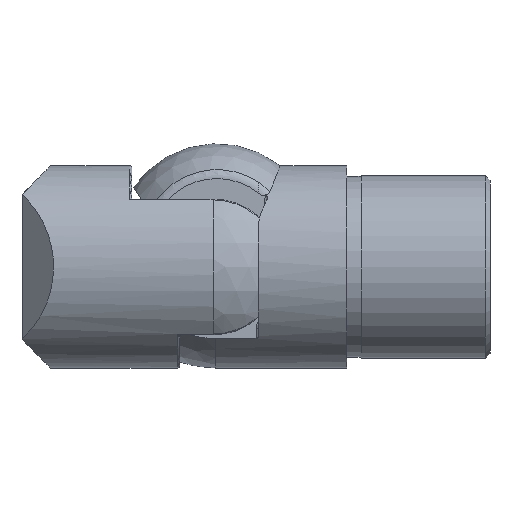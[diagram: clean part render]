
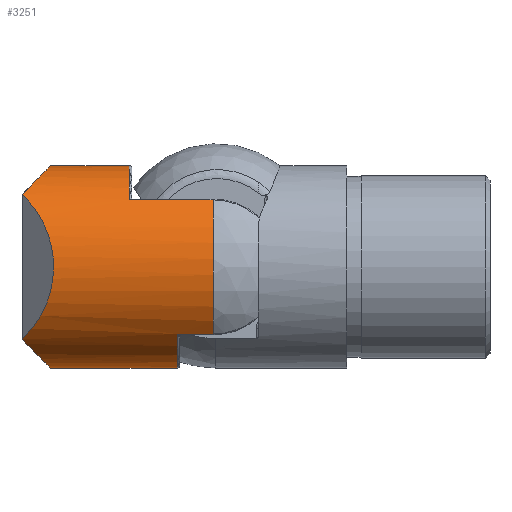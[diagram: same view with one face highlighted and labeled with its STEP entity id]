
A CAD part, left-side view. The second image highlights one B-rep face of the part: STEP entity #3251.
In plain terms, the highlighted cylindrical face has radius 21.2 mm (diameter 42.4 mm), a full revolution.
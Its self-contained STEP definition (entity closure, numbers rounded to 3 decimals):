
#706 = CARTESIAN_POINT ( 'NONE',  ( -15.874, 14.981, 14.051 ) ) ;
#890 = CARTESIAN_POINT ( 'NONE',  ( -23.882, 45.618, -6.349 ) ) ;
#894 = CARTESIAN_POINT ( 'NONE',  ( 14.778, 54.981, -15.2 ) ) ;
#1164 = EDGE_CURVE ( 'NONE', #24512, #4644, #7776, .T. ) ;
#1172 = AXIS2_PLACEMENT_3D ( 'NONE', #3509, #7484, #15793 ) ;
#1929 = CARTESIAN_POINT ( 'NONE',  ( -15.874, 32.481, 14.051 ) ) ;
#2103 = ORIENTED_EDGE ( 'NONE', *, *, #2730, .F. ) ;
#2161 = VERTEX_POINT ( 'NONE', #15790 ) ;
#2191 = CARTESIAN_POINT ( 'NONE',  ( -14.778, 54.981, 15.2 ) ) ;
#2367 = CARTESIAN_POINT ( 'NONE',  ( 6.072, 46.516, 23.665 ) ) ;
#2588 = DIRECTION ( 'NONE',  ( 0., 1., 0. ) ) ;
#2730 = EDGE_CURVE ( 'NONE', #9920, #13916, #13640, .T. ) ;
#3251 = ADVANCED_FACE ( 'NONE', ( #4459, #19003 ), #17025, .T. ) ;
#3509 = CARTESIAN_POINT ( 'NONE',  ( 0., -6.219, 0. ) ) ;
#3858 = ORIENTED_EDGE ( 'NONE', *, *, #27223, .T. ) ;
#4459 = FACE_OUTER_BOUND ( 'NONE', #20276, .T. ) ;
#4644 = VERTEX_POINT ( 'NONE', #25390 ) ;
#4760 = VECTOR ( 'NONE', #12513, 1000. ) ;
#4886 = CARTESIAN_POINT ( 'NONE',  ( -15.874, -6.219, 14.051 ) ) ;
#4968 = CARTESIAN_POINT ( 'NONE',  ( 15.874, 14.981, 14.051 ) ) ;
#5213 = AXIS2_PLACEMENT_3D ( 'NONE', #17463, #21584, #17728 ) ;
#5263 = ORIENTED_EDGE ( 'NONE', *, *, #10860, .F. ) ;
#5906 = CIRCLE ( 'NONE', #13705, 21.2 ) ;
#6077 = ORIENTED_EDGE ( 'NONE', *, *, #11873, .T. ) ;
#6232 = CIRCLE ( 'NONE', #5213, 21.2 ) ;
#6594 = CARTESIAN_POINT ( 'NONE',  ( -6.072, 46.516, 23.665 ) ) ;
#7015 = VERTEX_POINT ( 'NONE', #14778 ) ;
#7026 = CARTESIAN_POINT ( 'NONE',  ( 14.778, 54.981, 15.2 ) ) ;
#7120 = CARTESIAN_POINT ( 'NONE',  ( 14.778, 54.981, -15.2 ) ) ;
#7151 = DIRECTION ( 'NONE',  ( 1., 0., 0. ) ) ;
#7329 = CARTESIAN_POINT ( 'NONE',  ( -23.882, 45.618, 6.349 ) ) ;
#7484 = DIRECTION ( 'NONE',  ( 0., -1., 0. ) ) ;
#7776 = LINE ( 'NONE', #23890, #20634 ) ;
#8586 = ORIENTED_EDGE ( 'NONE', *, *, #22036, .T. ) ;
#8727 = LINE ( 'NONE', #10050, #4760 ) ;
#9122 = DIRECTION ( 'NONE',  ( 0., 1., 0. ) ) ;
#9179 = CIRCLE ( 'NONE', #14230, 21.2 ) ;
#9331 = DIRECTION ( 'NONE',  ( 0., 0., 1. ) ) ;
#9662 = ORIENTED_EDGE ( 'NONE', *, *, #23041, .F. ) ;
#9920 = VERTEX_POINT ( 'NONE', #26509 ) ;
#10050 = CARTESIAN_POINT ( 'NONE',  ( 15.874, -6.219, 14.051 ) ) ;
#10726 = ORIENTED_EDGE ( 'NONE', *, *, #21678, .F. ) ;
#10860 = EDGE_CURVE ( 'NONE', #2161, #14772, #27029, .T. ) ;
#11191 = VECTOR ( 'NONE', #2588, 1000. ) ;
#11873 = EDGE_CURVE ( 'NONE', #26157, #18672, #22706, .T. ) ;
#12513 = DIRECTION ( 'NONE',  ( 0., -1., 0. ) ) ;
#12670 = EDGE_CURVE ( 'NONE', #18672, #7015, #9179, .T. ) ;
#12765 = VECTOR ( 'NONE', #18034, 1000. ) ;
#13515 = CARTESIAN_POINT ( 'NONE',  ( -14.778, 54.981, -15.2 ) ) ;
#13563 = ORIENTED_EDGE ( 'NONE', *, *, #1164, .T. ) ;
#13640 =( BOUNDED_CURVE ( )  B_SPLINE_CURVE ( 3, ( #13515, #890, #7329, #22073 ),
 .UNSPECIFIED., .F., .T. ) 
 B_SPLINE_CURVE_WITH_KNOTS ( ( 4, 4 ),
 ( 5.484, 7.083 ),
 .UNSPECIFIED. ) 
 CURVE ( )  GEOMETRIC_REPRESENTATION_ITEM ( )  RATIONAL_B_SPLINE_CURVE ( ( 1., 0.798, 0.798, 1. ) ) 
 REPRESENTATION_ITEM ( '' )  );
#13705 = AXIS2_PLACEMENT_3D ( 'NONE', #26081, #17562, #9331 ) ;
#13706 = CARTESIAN_POINT ( 'NONE',  ( -14.778, 54.981, -15.2 ) ) ;
#13916 = VERTEX_POINT ( 'NONE', #26280 ) ;
#14230 = AXIS2_PLACEMENT_3D ( 'NONE', #15494, #9122, #23842 ) ;
#14772 = VERTEX_POINT ( 'NONE', #4968 ) ;
#14778 = CARTESIAN_POINT ( 'NONE',  ( 15.874, 32.481, 14.051 ) ) ;
#15202 = ORIENTED_EDGE ( 'NONE', *, *, #24943, .T. ) ;
#15459 = CARTESIAN_POINT ( 'NONE',  ( 0., 14.981, 0. ) ) ;
#15494 = CARTESIAN_POINT ( 'NONE',  ( 0., 32.481, 0. ) ) ;
#15522 = CARTESIAN_POINT ( 'NONE',  ( 23.882, 45.618, -6.349 ) ) ;
#15790 = CARTESIAN_POINT ( 'NONE',  ( 15.874, 14.981, -14.051 ) ) ;
#15793 = DIRECTION ( 'NONE',  ( 1., 0., 0. ) ) ;
#15829 = CARTESIAN_POINT ( 'NONE',  ( -6.072, 46.516, -23.665 ) ) ;
#16641 = VERTEX_POINT ( 'NONE', #24253 ) ;
#17025 = CYLINDRICAL_SURFACE ( 'NONE', #1172, 21.2 ) ;
#17183 =( BOUNDED_CURVE ( )  B_SPLINE_CURVE ( 3, ( #7026, #21769, #15522, #7120 ),
 .UNSPECIFIED., .F., .F. ) 
 B_SPLINE_CURVE_WITH_KNOTS ( ( 4, 4 ),
 ( 5.484, 7.083 ),
 .UNSPECIFIED. ) 
 CURVE ( )  GEOMETRIC_REPRESENTATION_ITEM ( )  RATIONAL_B_SPLINE_CURVE ( ( 1., 0.798, 0.798, 1. ) ) 
 REPRESENTATION_ITEM ( '' )  );
#17463 = CARTESIAN_POINT ( 'NONE',  ( 0., 14.981, 0. ) ) ;
#17562 = DIRECTION ( 'NONE',  ( 0., 1., 0. ) ) ;
#17728 = DIRECTION ( 'NONE',  ( 1., 0., 0. ) ) ;
#18022 = VERTEX_POINT ( 'NONE', #24962 ) ;
#18034 = DIRECTION ( 'NONE',  ( 0., 1., 0. ) ) ;
#18672 = VERTEX_POINT ( 'NONE', #1929 ) ;
#19003 = FACE_OUTER_BOUND ( 'NONE', #19136, .T. ) ;
#19136 = EDGE_LOOP ( 'NONE', ( #2103, #10726, #21298, #23818 ) ) ;
#19336 = CARTESIAN_POINT ( 'NONE',  ( 14.778, 54.981, 15.2 ) ) ;
#19371 = LINE ( 'NONE', #24159, #12765 ) ;
#19626 = EDGE_CURVE ( 'NONE', #16641, #18022, #17183, .T. ) ;
#20276 = EDGE_LOOP ( 'NONE', ( #5263, #15202, #8586, #13563, #9662, #6077, #23793, #3858 ) ) ;
#20355 = CARTESIAN_POINT ( 'NONE',  ( -15.874, 22.481, -14.051 ) ) ;
#20634 = VECTOR ( 'NONE', #23982, 1000. ) ;
#21298 = ORIENTED_EDGE ( 'NONE', *, *, #19626, .F. ) ;
#21584 = DIRECTION ( 'NONE',  ( 0., -1., 0. ) ) ;
#21678 = EDGE_CURVE ( 'NONE', #18022, #9920, #24646, .T. ) ;
#21769 = CARTESIAN_POINT ( 'NONE',  ( 23.882, 45.618, 6.349 ) ) ;
#21891 = DIRECTION ( 'NONE',  ( 0., -1., 0. ) ) ;
#22036 = EDGE_CURVE ( 'NONE', #24607, #24512, #5906, .T. ) ;
#22073 = CARTESIAN_POINT ( 'NONE',  ( -14.778, 54.981, 15.2 ) ) ;
#22454 =( BOUNDED_CURVE ( )  B_SPLINE_CURVE ( 3, ( #2191, #6594, #2367, #19336 ),
 .UNSPECIFIED., .F., .F. ) 
 B_SPLINE_CURVE_WITH_KNOTS ( ( 4, 4 ),
 ( 5.512, 7.055 ),
 .UNSPECIFIED. ) 
 CURVE ( )  GEOMETRIC_REPRESENTATION_ITEM ( )  RATIONAL_B_SPLINE_CURVE ( ( 1., 0.811, 0.811, 1. ) ) 
 REPRESENTATION_ITEM ( '' )  );
#22706 = LINE ( 'NONE', #4886, #11191 ) ;
#23041 = EDGE_CURVE ( 'NONE', #26157, #4644, #6232, .T. ) ;
#23793 = ORIENTED_EDGE ( 'NONE', *, *, #12670, .T. ) ;
#23818 = ORIENTED_EDGE ( 'NONE', *, *, #25970, .F. ) ;
#23842 = DIRECTION ( 'NONE',  ( 0., 0., -1. ) ) ;
#23890 = CARTESIAN_POINT ( 'NONE',  ( -15.874, -6.219, -14.051 ) ) ;
#23982 = DIRECTION ( 'NONE',  ( 0., -1., 0. ) ) ;
#24159 = CARTESIAN_POINT ( 'NONE',  ( 15.874, -6.219, -14.051 ) ) ;
#24253 = CARTESIAN_POINT ( 'NONE',  ( 14.778, 54.981, 15.2 ) ) ;
#24512 = VERTEX_POINT ( 'NONE', #20355 ) ;
#24607 = VERTEX_POINT ( 'NONE', #25008 ) ;
#24646 =( BOUNDED_CURVE ( )  B_SPLINE_CURVE ( 3, ( #894, #26115, #15829, #13706 ),
 .UNSPECIFIED., .F., .F. ) 
 B_SPLINE_CURVE_WITH_KNOTS ( ( 4, 4 ),
 ( 5.512, 7.055 ),
 .UNSPECIFIED. ) 
 CURVE ( )  GEOMETRIC_REPRESENTATION_ITEM ( )  RATIONAL_B_SPLINE_CURVE ( ( 1., 0.811, 0.811, 1. ) ) 
 REPRESENTATION_ITEM ( '' )  );
#24943 = EDGE_CURVE ( 'NONE', #2161, #24607, #19371, .T. ) ;
#24962 = CARTESIAN_POINT ( 'NONE',  ( 14.778, 54.981, -15.2 ) ) ;
#25008 = CARTESIAN_POINT ( 'NONE',  ( 15.874, 22.481, -14.051 ) ) ;
#25390 = CARTESIAN_POINT ( 'NONE',  ( -15.874, 14.981, -14.051 ) ) ;
#25970 = EDGE_CURVE ( 'NONE', #13916, #16641, #22454, .T. ) ;
#26081 = CARTESIAN_POINT ( 'NONE',  ( 0., 22.481, 0. ) ) ;
#26115 = CARTESIAN_POINT ( 'NONE',  ( 6.072, 46.516, -23.665 ) ) ;
#26157 = VERTEX_POINT ( 'NONE', #706 ) ;
#26194 = AXIS2_PLACEMENT_3D ( 'NONE', #15459, #21891, #7151 ) ;
#26280 = CARTESIAN_POINT ( 'NONE',  ( -14.778, 54.981, 15.2 ) ) ;
#26509 = CARTESIAN_POINT ( 'NONE',  ( -14.778, 54.981, -15.2 ) ) ;
#27029 = CIRCLE ( 'NONE', #26194, 21.2 ) ;
#27223 = EDGE_CURVE ( 'NONE', #7015, #14772, #8727, .T. ) ;
